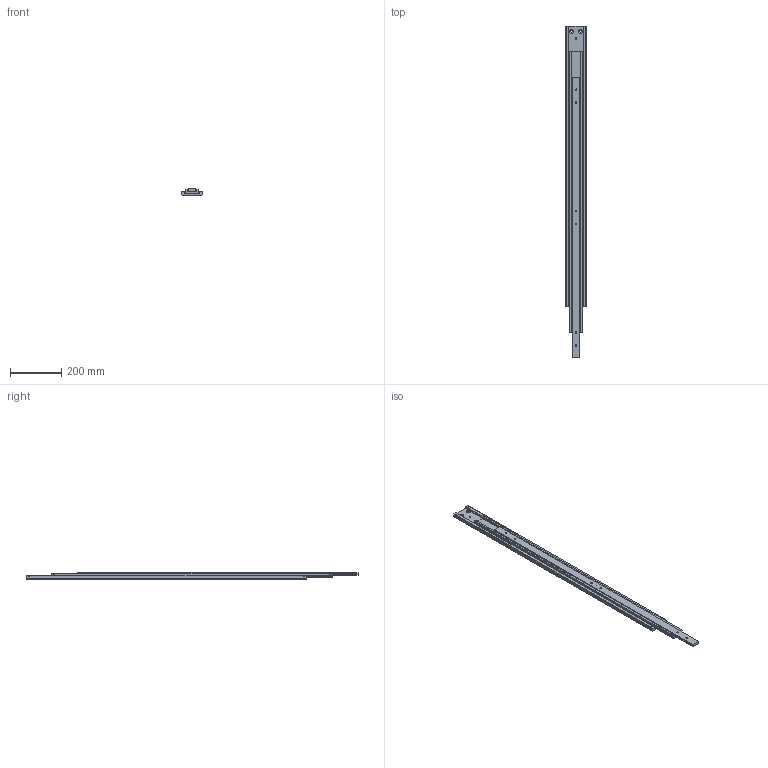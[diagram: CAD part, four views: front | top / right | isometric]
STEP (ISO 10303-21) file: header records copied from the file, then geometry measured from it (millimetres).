
FILE_DESCRIPTION((''),'2;1');
FILE_NAME('TSRT-80 1100.stp','2021-04-27T07:30:45',(''),(''),'Mechanical Desktop 2006','Mechanical Desktop 2006',', , ');
FILE_SCHEMA(('CONFIG_CONTROL_DESIGN'));
Length unit declared in the file: millimetre
Products named in the file (4): TSRT-80 B; INNER BEAM; MIDDLE BEAM; OUTER BEAM
Assembly tree (3 placements, depth 2):
  TSRT-80 B
    INNER BEAM
    MIDDLE BEAM
    OUTER BEAM
Bounding box: 80 x 1300 x 25 mm (x, y, z)
Volume: 1462233.1 mm3; surface area: 492171.4 mm2
Topology: 3 solids, 4 shells, 136 faces, 408 edges, 265 vertices
Faces by surface type: cylinder 76, plane 42, cone 18
Entity records: 5453 total; most frequent: CARTESIAN_POINT 1503, ORIENTED_EDGE 812, DIRECTION 798, EDGE_CURVE 406, AXIS2_PLACEMENT_3D 296, VERTEX_POINT 265, VECTOR 206, LINE 206
